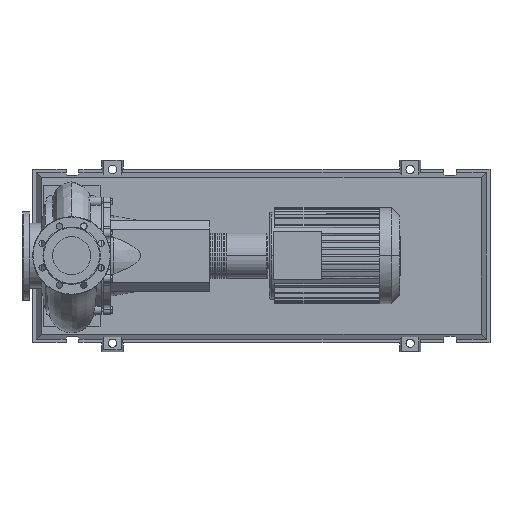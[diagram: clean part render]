
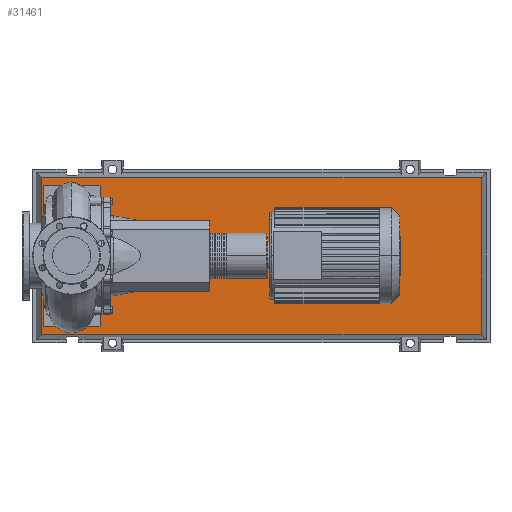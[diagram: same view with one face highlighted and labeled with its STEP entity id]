
A CAD part, top view. The second image highlights one B-rep face of the part: STEP entity #31461.
In plain terms, the highlighted planar face has unit normal (0, 0, 1).
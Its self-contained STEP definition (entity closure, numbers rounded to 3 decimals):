
#31142=CARTESIAN_POINT('',(1155.471,-220.471,103.0));
#31143=VERTEX_POINT('',#31142);
#31150=CARTESIAN_POINT('',(-85.471,-220.471,103.0));
#31151=VERTEX_POINT('',#31150);
#31152=CARTESIAN_POINT('',(1155.471,-220.471,103.0));
#31153=DIRECTION('',(-1.0,0.0,0.0));
#31154=VECTOR('',#31153,1240.941);
#31155=LINE('',#31152,#31154);
#31156=EDGE_CURVE('',#31143,#31151,#31155,.T.);
#31374=CARTESIAN_POINT('',(1155.471,220.471,103.0));
#31375=VERTEX_POINT('',#31374);
#31376=CARTESIAN_POINT('',(1155.471,220.471,103.0));
#31377=DIRECTION('',(0.0,-1.0,0.0));
#31378=VECTOR('',#31377,440.941);
#31379=LINE('',#31376,#31378);
#31380=EDGE_CURVE('',#31375,#31143,#31379,.T.);
#31398=CARTESIAN_POINT('',(-85.471,220.471,103.0));
#31399=VERTEX_POINT('',#31398);
#31400=CARTESIAN_POINT('',(-85.471,-220.471,103.0));
#31401=DIRECTION('',(0.0,1.0,0.0));
#31402=VECTOR('',#31401,440.941);
#31403=LINE('',#31400,#31402);
#31404=EDGE_CURVE('',#31151,#31399,#31403,.T.);
#31437=CARTESIAN_POINT('',(-85.471,220.471,103.0));
#31438=DIRECTION('',(1.0,0.0,0.0));
#31439=VECTOR('',#31438,1240.941);
#31440=LINE('',#31437,#31439);
#31441=EDGE_CURVE('',#31399,#31375,#31440,.T.);
#31450=CARTESIAN_POINT('',(535.,0.,103.0));
#31451=DIRECTION('',(0.0,0.0,1.0));
#31452=DIRECTION('',(1.0,0.0,0.0));
#31453=AXIS2_PLACEMENT_3D('',#31450,#31451,#31452);
#31454=PLANE('',#31453);
#31455=ORIENTED_EDGE('',*,*,#31380,.F.);
#31456=ORIENTED_EDGE('',*,*,#31441,.F.);
#31457=ORIENTED_EDGE('',*,*,#31404,.F.);
#31458=ORIENTED_EDGE('',*,*,#31156,.F.);
#31459=EDGE_LOOP('',(#31455,#31456,#31457,#31458));
#31460=FACE_OUTER_BOUND('',#31459,.T.);
#31461=ADVANCED_FACE('',(#31460),#31454,.T.);
